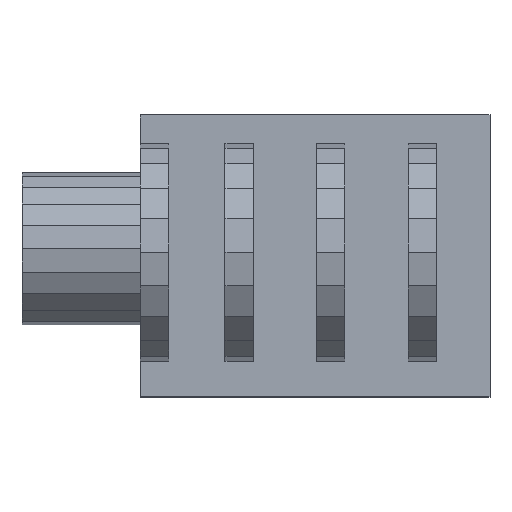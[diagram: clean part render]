
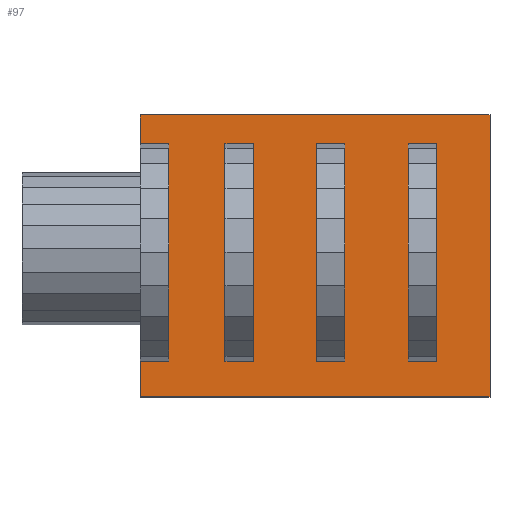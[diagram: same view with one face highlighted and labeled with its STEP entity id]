
A CAD part, top view. The second image highlights one B-rep face of the part: STEP entity #97.
In plain terms, the highlighted planar face has unit normal (0, 0, 1).
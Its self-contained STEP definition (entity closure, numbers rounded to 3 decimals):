
#21 = EDGE_CURVE('',#22,#24,#26,.T.);
#22 = VERTEX_POINT('',#23);
#23 = CARTESIAN_POINT('',(-4.2,-1.9,8.));
#24 = VERTEX_POINT('',#25);
#25 = CARTESIAN_POINT('',(-4.2,0.64,8.));
#26 = LINE('',#27,#28);
#27 = CARTESIAN_POINT('',(-4.2,-1.9,8.));
#28 = VECTOR('',#29,1.);
#29 = DIRECTION('',(0.,1.,0.));
#97 = ADVANCED_FACE('',(#98,#155,#189,#223),#257,.T.);
#98 = FACE_BOUND('',#99,.T.);
#99 = EDGE_LOOP('',(#100,#108,#109,#117,#125,#133,#141,#149));
#100 = ORIENTED_EDGE('',*,*,#101,.T.);
#101 = EDGE_CURVE('',#102,#24,#104,.T.);
#102 = VERTEX_POINT('',#103);
#103 = CARTESIAN_POINT('',(-2.2,0.64,8.));
#104 = LINE('',#105,#106);
#105 = CARTESIAN_POINT('',(-4.2,0.64,8.));
#106 = VECTOR('',#107,1.);
#107 = DIRECTION('',(-1.,0.,0.));
#108 = ORIENTED_EDGE('',*,*,#21,.F.);
#109 = ORIENTED_EDGE('',*,*,#110,.T.);
#110 = EDGE_CURVE('',#22,#111,#113,.T.);
#111 = VERTEX_POINT('',#112);
#112 = CARTESIAN_POINT('',(20.6,-1.9,8.));
#113 = LINE('',#114,#115);
#114 = CARTESIAN_POINT('',(-4.2,-1.9,8.));
#115 = VECTOR('',#116,1.);
#116 = DIRECTION('',(1.,0.,0.));
#117 = ORIENTED_EDGE('',*,*,#118,.T.);
#118 = EDGE_CURVE('',#111,#119,#121,.T.);
#119 = VERTEX_POINT('',#120);
#120 = CARTESIAN_POINT('',(20.6,18.1,8.));
#121 = LINE('',#122,#123);
#122 = CARTESIAN_POINT('',(20.6,-1.9,8.));
#123 = VECTOR('',#124,1.);
#124 = DIRECTION('',(0.,1.,0.));
#125 = ORIENTED_EDGE('',*,*,#126,.F.);
#126 = EDGE_CURVE('',#127,#119,#129,.T.);
#127 = VERTEX_POINT('',#128);
#128 = CARTESIAN_POINT('',(-4.2,18.1,8.));
#129 = LINE('',#130,#131);
#130 = CARTESIAN_POINT('',(-4.2,18.1,8.));
#131 = VECTOR('',#132,1.);
#132 = DIRECTION('',(1.,0.,0.));
#133 = ORIENTED_EDGE('',*,*,#134,.F.);
#134 = EDGE_CURVE('',#135,#127,#137,.T.);
#135 = VERTEX_POINT('',#136);
#136 = CARTESIAN_POINT('',(-4.2,16.06,8.));
#137 = LINE('',#138,#139);
#138 = CARTESIAN_POINT('',(-4.2,-1.9,8.));
#139 = VECTOR('',#140,1.);
#140 = DIRECTION('',(0.,1.,0.));
#141 = ORIENTED_EDGE('',*,*,#142,.T.);
#142 = EDGE_CURVE('',#135,#143,#145,.T.);
#143 = VERTEX_POINT('',#144);
#144 = CARTESIAN_POINT('',(-2.2,16.06,8.));
#145 = LINE('',#146,#147);
#146 = CARTESIAN_POINT('',(-4.2,16.06,8.));
#147 = VECTOR('',#148,1.);
#148 = DIRECTION('',(1.,0.,0.));
#149 = ORIENTED_EDGE('',*,*,#150,.F.);
#150 = EDGE_CURVE('',#102,#143,#151,.T.);
#151 = LINE('',#152,#153);
#152 = CARTESIAN_POINT('',(-2.2,3.225,8.));
#153 = VECTOR('',#154,1.);
#154 = DIRECTION('',(0.,1.,0.));
#155 = FACE_BOUND('',#156,.T.);
#156 = EDGE_LOOP('',(#157,#167,#175,#183));
#157 = ORIENTED_EDGE('',*,*,#158,.T.);
#158 = EDGE_CURVE('',#159,#161,#163,.T.);
#159 = VERTEX_POINT('',#160);
#160 = CARTESIAN_POINT('',(1.8,0.64,8.));
#161 = VERTEX_POINT('',#162);
#162 = CARTESIAN_POINT('',(1.8,16.06,8.));
#163 = LINE('',#164,#165);
#164 = CARTESIAN_POINT('',(1.8,3.225,8.));
#165 = VECTOR('',#166,1.);
#166 = DIRECTION('',(0.,1.,0.));
#167 = ORIENTED_EDGE('',*,*,#168,.T.);
#168 = EDGE_CURVE('',#161,#169,#171,.T.);
#169 = VERTEX_POINT('',#170);
#170 = CARTESIAN_POINT('',(3.8,16.06,8.));
#171 = LINE('',#172,#173);
#172 = CARTESIAN_POINT('',(-1.2,16.06,8.));
#173 = VECTOR('',#174,1.);
#174 = DIRECTION('',(1.,0.,0.));
#175 = ORIENTED_EDGE('',*,*,#176,.F.);
#176 = EDGE_CURVE('',#177,#169,#179,.T.);
#177 = VERTEX_POINT('',#178);
#178 = CARTESIAN_POINT('',(3.8,0.64,8.));
#179 = LINE('',#180,#181);
#180 = CARTESIAN_POINT('',(3.8,3.225,8.));
#181 = VECTOR('',#182,1.);
#182 = DIRECTION('',(0.,1.,0.));
#183 = ORIENTED_EDGE('',*,*,#184,.T.);
#184 = EDGE_CURVE('',#177,#159,#185,.T.);
#185 = LINE('',#186,#187);
#186 = CARTESIAN_POINT('',(-1.2,0.64,8.));
#187 = VECTOR('',#188,1.);
#188 = DIRECTION('',(-1.,0.,0.));
#189 = FACE_BOUND('',#190,.T.);
#190 = EDGE_LOOP('',(#191,#201,#209,#217));
#191 = ORIENTED_EDGE('',*,*,#192,.T.);
#192 = EDGE_CURVE('',#193,#195,#197,.T.);
#193 = VERTEX_POINT('',#194);
#194 = CARTESIAN_POINT('',(8.3,0.64,8.));
#195 = VERTEX_POINT('',#196);
#196 = CARTESIAN_POINT('',(8.3,16.06,8.));
#197 = LINE('',#198,#199);
#198 = CARTESIAN_POINT('',(8.3,3.225,8.));
#199 = VECTOR('',#200,1.);
#200 = DIRECTION('',(0.,1.,0.));
#201 = ORIENTED_EDGE('',*,*,#202,.T.);
#202 = EDGE_CURVE('',#195,#203,#205,.T.);
#203 = VERTEX_POINT('',#204);
#204 = CARTESIAN_POINT('',(10.3,16.06,8.));
#205 = LINE('',#206,#207);
#206 = CARTESIAN_POINT('',(2.05,16.06,8.));
#207 = VECTOR('',#208,1.);
#208 = DIRECTION('',(1.,0.,0.));
#209 = ORIENTED_EDGE('',*,*,#210,.F.);
#210 = EDGE_CURVE('',#211,#203,#213,.T.);
#211 = VERTEX_POINT('',#212);
#212 = CARTESIAN_POINT('',(10.3,0.64,8.));
#213 = LINE('',#214,#215);
#214 = CARTESIAN_POINT('',(10.3,3.225,8.));
#215 = VECTOR('',#216,1.);
#216 = DIRECTION('',(0.,1.,0.));
#217 = ORIENTED_EDGE('',*,*,#218,.T.);
#218 = EDGE_CURVE('',#211,#193,#219,.T.);
#219 = LINE('',#220,#221);
#220 = CARTESIAN_POINT('',(2.05,0.64,8.));
#221 = VECTOR('',#222,1.);
#222 = DIRECTION('',(-1.,0.,0.));
#223 = FACE_BOUND('',#224,.T.);
#224 = EDGE_LOOP('',(#225,#235,#243,#251));
#225 = ORIENTED_EDGE('',*,*,#226,.T.);
#226 = EDGE_CURVE('',#227,#229,#231,.T.);
#227 = VERTEX_POINT('',#228);
#228 = CARTESIAN_POINT('',(14.8,0.64,8.));
#229 = VERTEX_POINT('',#230);
#230 = CARTESIAN_POINT('',(14.8,16.06,8.));
#231 = LINE('',#232,#233);
#232 = CARTESIAN_POINT('',(14.8,3.225,8.));
#233 = VECTOR('',#234,1.);
#234 = DIRECTION('',(0.,1.,0.));
#235 = ORIENTED_EDGE('',*,*,#236,.T.);
#236 = EDGE_CURVE('',#229,#237,#239,.T.);
#237 = VERTEX_POINT('',#238);
#238 = CARTESIAN_POINT('',(16.8,16.06,8.));
#239 = LINE('',#240,#241);
#240 = CARTESIAN_POINT('',(5.3,16.06,8.));
#241 = VECTOR('',#242,1.);
#242 = DIRECTION('',(1.,0.,0.));
#243 = ORIENTED_EDGE('',*,*,#244,.F.);
#244 = EDGE_CURVE('',#245,#237,#247,.T.);
#245 = VERTEX_POINT('',#246);
#246 = CARTESIAN_POINT('',(16.8,0.64,8.));
#247 = LINE('',#248,#249);
#248 = CARTESIAN_POINT('',(16.8,3.225,8.));
#249 = VECTOR('',#250,1.);
#250 = DIRECTION('',(0.,1.,0.));
#251 = ORIENTED_EDGE('',*,*,#252,.T.);
#252 = EDGE_CURVE('',#245,#227,#253,.T.);
#253 = LINE('',#254,#255);
#254 = CARTESIAN_POINT('',(5.3,0.64,8.));
#255 = VECTOR('',#256,1.);
#256 = DIRECTION('',(-1.,0.,0.));
#257 = PLANE('',#258);
#258 = AXIS2_PLACEMENT_3D('',#259,#260,#261);
#259 = CARTESIAN_POINT('',(-4.2,-1.9,8.));
#260 = DIRECTION('',(0.,0.,1.));
#261 = DIRECTION('',(1.,0.,0.));
